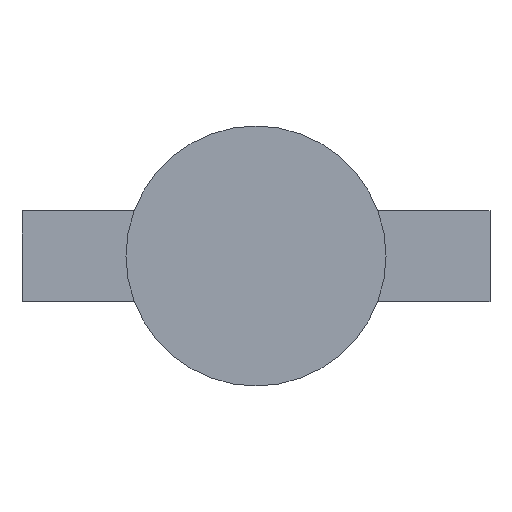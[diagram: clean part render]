
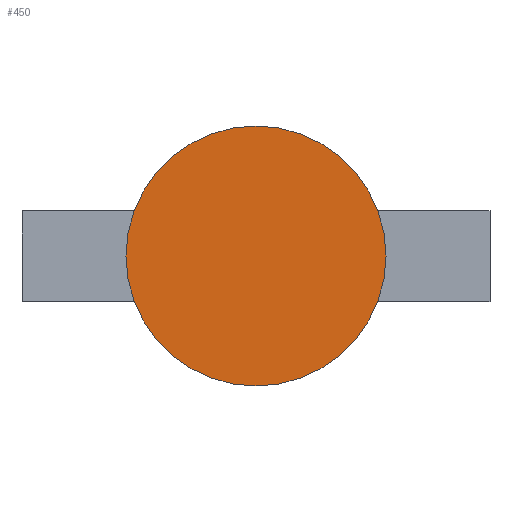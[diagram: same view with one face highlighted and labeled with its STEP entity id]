
A CAD part, top view. The second image highlights one B-rep face of the part: STEP entity #450.
In plain terms, the highlighted planar face has unit normal (0, 0, 1).
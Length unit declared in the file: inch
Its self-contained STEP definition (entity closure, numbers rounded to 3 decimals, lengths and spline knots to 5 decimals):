
#1=CARTESIAN_POINT('',(0.,0.,0.11));
#2=DIRECTION('',(0.,0.,1.));
#3=DIRECTION('',(1.,0.,0.));
#4=AXIS2_PLACEMENT_3D('',#1,#2,#3);
#6=CARTESIAN_POINT('',(0.,0.,0.11));
#7=DIRECTION('',(0.,0.,1.));
#8=DIRECTION('',(-1.,0.,0.));
#9=AXIS2_PLACEMENT_3D('',#6,#7,#8);
#359=CARTESIAN_POINT('',(0.1,0.,0.11));
#360=CARTESIAN_POINT('',(-0.1,0.,0.11));
#361=VERTEX_POINT('',#359);
#362=VERTEX_POINT('',#360);
#439=CARTESIAN_POINT('',(0.,0.,0.11));
#440=DIRECTION('',(0.,0.,1.));
#441=DIRECTION('',(1.,0.,0.));
#442=AXIS2_PLACEMENT_3D('',#439,#440,#441);
#443=PLANE('',#442);
#445=ORIENTED_EDGE('',*,*,#444,.F.);
#447=ORIENTED_EDGE('',*,*,#446,.F.);
#448=EDGE_LOOP('',(#445,#447));
#449=FACE_OUTER_BOUND('',#448,.F.);
#450=ADVANCED_FACE('',(#449),#443,.T.);
#5=CIRCLE('',#4,0.1);
#10=CIRCLE('',#9,0.1);
#444=EDGE_CURVE('',#361,#362,#5,.T.);
#446=EDGE_CURVE('',#362,#361,#10,.T.);
